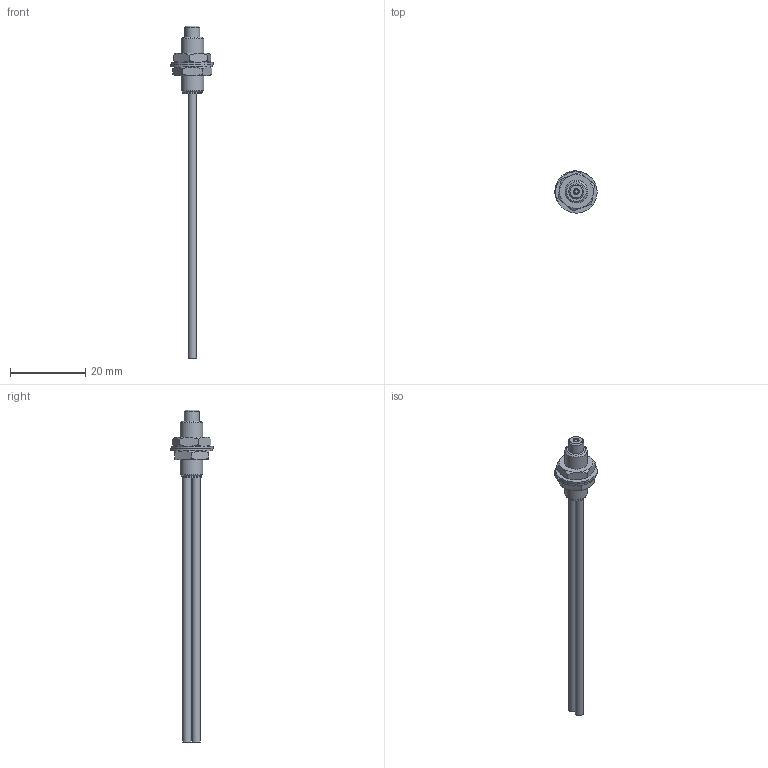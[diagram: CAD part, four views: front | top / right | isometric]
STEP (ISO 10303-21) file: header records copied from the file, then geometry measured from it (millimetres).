
FILE_DESCRIPTION(/* description */ (''),/* implementation_level */ '2;1');
FILE_NAME(/* name */ 'GPF-D025-2.stp',/* time_stamp */ '2018-12-14T16:40:49+09:00',/* author */ ('user'),/* organization */ (''),/* preprocessor_version */ 'ST-DEVELOPER v17',/* originating_system */ 'Autodesk Inventor 2018',/* authorisation */ '');
FILE_SCHEMA (('AUTOMOTIVE_DESIGN { 1 0 10303 214 3 1 1 }'));
Length unit declared in the file: millimetre
Products named in the file (4): GPF-D025-2; GPF-D011; M6_NUT; M6_WASHER
Assembly tree (5 placements, depth 2):
  GPF-D025-2
    GPF-D011
    M6_NUT  x2
    M6_WASHER  x2
Bounding box: 11.2 x 11.21 x 88 mm (x, y, z)
Volume: 1263.7 mm3; surface area: 2056.4 mm2
Topology: 5 solids, 5 shells, 82 faces, 189 edges, 125 vertices
Faces by surface type: cylinder 45, plane 30, cone 7
Full cylindrical faces by diameter (mm): 1 x1, 1.6 x1, 2.2 x2, 4 x1, 5 x1, 6 x5, 11 x2
Entity records: 2143 total; most frequent: DIRECTION 387, CARTESIAN_POINT 359, ORIENTED_EDGE 312, AXIS2_PLACEMENT_3D 167, EDGE_CURVE 156, VERTEX_POINT 103, CIRCLE 91, EDGE_LOOP 79
